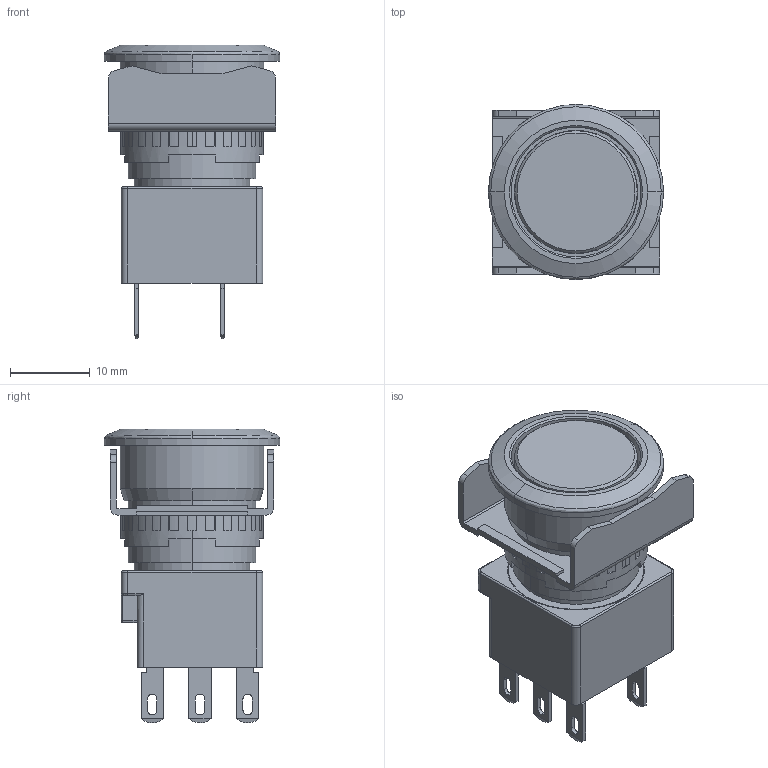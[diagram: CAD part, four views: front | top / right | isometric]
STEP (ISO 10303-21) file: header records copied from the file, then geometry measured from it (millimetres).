
FILE_DESCRIPTION (( 'STEP AP214' ), '1' );
FILE_NAME ('215_LB6(M)B-[M][A]1Tx$.STEP', '2020-09-25T01:23:30', ( 'IDEC' ), ( 'IDEC' ), 'SwSTEP 2.0', 'SolidWorks 2019', '' );
FILE_SCHEMA (( 'AUTOMOTIVE_DESIGN' ));
Length unit declared in the file: millimetre
Products named in the file (5): LB-FL-NUT-SET; 215_LB6(M)B-[M][A]1Tx$; LB-FL-BODY-M; LB-OPERATOR-M; LB-T2
Assembly tree (4 placements, depth 2):
  215_LB6(M)B-[M][A]1Tx$
    LB-FL-BODY-M
    LB-OPERATOR-M
    LB-T2
    LB-FL-NUT-SET
Bounding box: 22 x 22 x 36.9 mm (x, y, z)
Volume: 7646.3 mm3; surface area: 6387.1 mm2
Topology: 4 solids, 4 shells, 380 faces, 1033 edges, 668 vertices
Faces by surface type: plane 222, cylinder 132, bspline 14, cone 12
Entity records: 13472 total; most frequent: CARTESIAN_POINT 2528, ORIENTED_EDGE 2054, DIRECTION 2054, EDGE_CURVE 1027, AXIS2_PLACEMENT_3D 698, VERTEX_POINT 668, LINE 658, VECTOR 658
